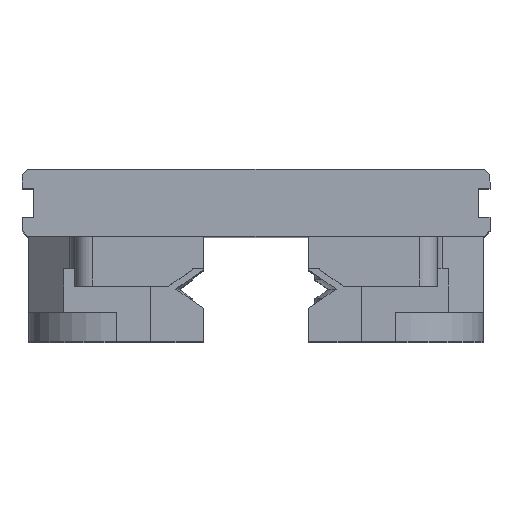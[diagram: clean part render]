
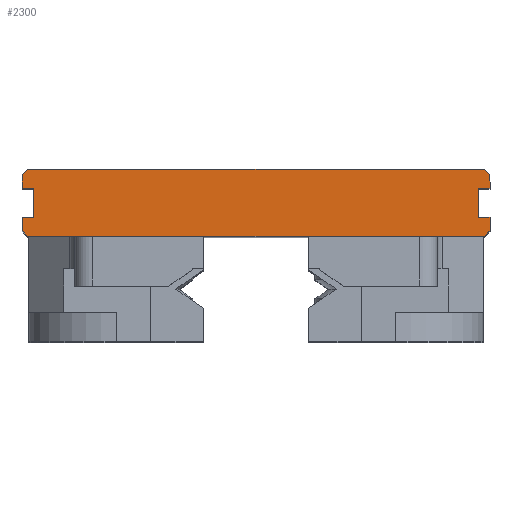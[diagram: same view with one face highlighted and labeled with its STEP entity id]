
A CAD part, top view. The second image highlights one B-rep face of the part: STEP entity #2300.
In plain terms, the highlighted planar face has unit normal (0, 0, 1).
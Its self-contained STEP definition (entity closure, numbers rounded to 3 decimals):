
#71 = VERTEX_POINT ( 'NONE', #7125 ) ;
#476 = EDGE_CURVE ( 'NONE', #10143, #4511, #20026, .T. ) ;
#791 = LINE ( 'NONE', #9649, #11241 ) ;
#828 = DIRECTION ( 'NONE',  ( 0., 0., 1. ) ) ;
#933 = VECTOR ( 'NONE', #3601, 1000. ) ;
#1023 = ORIENTED_EDGE ( 'NONE', *, *, #15389, .T. ) ;
#1028 = ORIENTED_EDGE ( 'NONE', *, *, #15416, .T. ) ;
#1267 = ORIENTED_EDGE ( 'NONE', *, *, #6751, .T. ) ;
#1362 = CARTESIAN_POINT ( 'NONE',  ( 0., 11.5, 135. ) ) ;
#1586 = VECTOR ( 'NONE', #7155, 1000. ) ;
#2066 = VERTEX_POINT ( 'NONE', #10072 ) ;
#2087 = DIRECTION ( 'NONE',  ( 0., -1., 0. ) ) ;
#2201 = VERTEX_POINT ( 'NONE', #5231 ) ;
#2235 = VECTOR ( 'NONE', #2087, 1000. ) ;
#2300 = ADVANCED_FACE ( 'NONE', ( #22303 ), #9337, .T. ) ;
#2522 = EDGE_CURVE ( 'NONE', #71, #7280, #791, .T. ) ;
#2732 = CARTESIAN_POINT ( 'NONE',  ( -40., 10.5, 135. ) ) ;
#3071 = CARTESIAN_POINT ( 'NONE',  ( 0., 8.25, 135. ) ) ;
#3282 = CARTESIAN_POINT ( 'NONE',  ( -39., 11.5, 135. ) ) ;
#3372 = CARTESIAN_POINT ( 'NONE',  ( -40., 0., 135. ) ) ;
#3440 = ORIENTED_EDGE ( 'NONE', *, *, #9448, .T. ) ;
#3556 = DIRECTION ( 'NONE',  ( 0., 1., 0. ) ) ;
#3598 = CARTESIAN_POINT ( 'NONE',  ( 0., 3.25, 135. ) ) ;
#3601 = DIRECTION ( 'NONE',  ( 0.707, 0.707, 0. ) ) ;
#4082 = VERTEX_POINT ( 'NONE', #4764 ) ;
#4360 = CARTESIAN_POINT ( 'NONE',  ( -38., 8.25, 135. ) ) ;
#4511 = VERTEX_POINT ( 'NONE', #8189 ) ;
#4619 = LINE ( 'NONE', #8536, #6815 ) ;
#4708 = LINE ( 'NONE', #10147, #19385 ) ;
#4717 = ORIENTED_EDGE ( 'NONE', *, *, #21305, .T. ) ;
#4764 = CARTESIAN_POINT ( 'NONE',  ( 40., 10.5, 135. ) ) ;
#4874 = CARTESIAN_POINT ( 'NONE',  ( -40., 3.25, 135. ) ) ;
#4907 = CARTESIAN_POINT ( 'NONE',  ( -38., 3.25, 135. ) ) ;
#4966 = CARTESIAN_POINT ( 'NONE',  ( -39., 0., 135. ) ) ;
#5231 = CARTESIAN_POINT ( 'NONE',  ( -39., 11.5, 135. ) ) ;
#5351 = EDGE_CURVE ( 'NONE', #6008, #4082, #16022, .T. ) ;
#5607 = CARTESIAN_POINT ( 'NONE',  ( 38., 0., 135. ) ) ;
#5717 = CARTESIAN_POINT ( 'NONE',  ( 39., 0., 135. ) ) ;
#6008 = VERTEX_POINT ( 'NONE', #10756 ) ;
#6090 = CARTESIAN_POINT ( 'NONE',  ( 39., 11.5, 135. ) ) ;
#6681 = ORIENTED_EDGE ( 'NONE', *, *, #8212, .T. ) ;
#6751 = EDGE_CURVE ( 'NONE', #2201, #16129, #12239, .T. ) ;
#6806 = LINE ( 'NONE', #3372, #22664 ) ;
#6815 = VECTOR ( 'NONE', #21023, 1000. ) ;
#6948 = DIRECTION ( 'NONE',  ( -0.707, -0.707, 0. ) ) ;
#7125 = CARTESIAN_POINT ( 'NONE',  ( -40., 8.25, 135. ) ) ;
#7155 = DIRECTION ( 'NONE',  ( -1., 0., 0. ) ) ;
#7210 = ORIENTED_EDGE ( 'NONE', *, *, #476, .T. ) ;
#7265 = LINE ( 'NONE', #5607, #14149 ) ;
#7280 = VERTEX_POINT ( 'NONE', #4360 ) ;
#7325 = EDGE_CURVE ( 'NONE', #2066, #6008, #8516, .T. ) ;
#7380 = CARTESIAN_POINT ( 'NONE',  ( 39., 0., 135. ) ) ;
#7445 = LINE ( 'NONE', #21934, #20479 ) ;
#7675 = DIRECTION ( 'NONE',  ( 0., -1., 0. ) ) ;
#8189 = CARTESIAN_POINT ( 'NONE',  ( -39., 0., 135. ) ) ;
#8212 = EDGE_CURVE ( 'NONE', #11824, #2201, #8817, .T. ) ;
#8349 = EDGE_CURVE ( 'NONE', #12395, #9845, #19860, .T. ) ;
#8485 = EDGE_CURVE ( 'NONE', #4511, #18784, #10397, .T. ) ;
#8516 = LINE ( 'NONE', #3071, #22278 ) ;
#8536 = CARTESIAN_POINT ( 'NONE',  ( 0., 3.25, 135. ) ) ;
#8817 = LINE ( 'NONE', #1362, #13976 ) ;
#9052 = LINE ( 'NONE', #7380, #933 ) ;
#9337 = PLANE ( 'NONE',  #12375 ) ;
#9448 = EDGE_CURVE ( 'NONE', #9845, #10143, #6806, .T. ) ;
#9528 = DIRECTION ( 'NONE',  ( 1., 0., 0. ) ) ;
#9649 = CARTESIAN_POINT ( 'NONE',  ( 0., 8.25, 135. ) ) ;
#9845 = VERTEX_POINT ( 'NONE', #4874 ) ;
#10072 = CARTESIAN_POINT ( 'NONE',  ( 38., 8.25, 135. ) ) ;
#10143 = VERTEX_POINT ( 'NONE', #13915 ) ;
#10147 = CARTESIAN_POINT ( 'NONE',  ( 40., 10.5, 135. ) ) ;
#10269 = DIRECTION ( 'NONE',  ( 1., 0., 0. ) ) ;
#10397 = LINE ( 'NONE', #4966, #16645 ) ;
#10480 = VECTOR ( 'NONE', #16137, 1000. ) ;
#10529 = CARTESIAN_POINT ( 'NONE',  ( 40., 3.25, 135. ) ) ;
#10756 = CARTESIAN_POINT ( 'NONE',  ( 40., 8.25, 135. ) ) ;
#11069 = CARTESIAN_POINT ( 'NONE',  ( -40., 1., 135. ) ) ;
#11241 = VECTOR ( 'NONE', #9528, 1000. ) ;
#11442 = CARTESIAN_POINT ( 'NONE',  ( 0., 0., 135. ) ) ;
#11824 = VERTEX_POINT ( 'NONE', #6090 ) ;
#12061 = ORIENTED_EDGE ( 'NONE', *, *, #8485, .T. ) ;
#12239 = LINE ( 'NONE', #3282, #20986 ) ;
#12332 = DIRECTION ( 'NONE',  ( 0., -1., 0. ) ) ;
#12375 = AXIS2_PLACEMENT_3D ( 'NONE', #11442, #828, #22191 ) ;
#12395 = VERTEX_POINT ( 'NONE', #4907 ) ;
#12723 = ORIENTED_EDGE ( 'NONE', *, *, #14236, .T. ) ;
#12956 = ORIENTED_EDGE ( 'NONE', *, *, #17803, .T. ) ;
#13499 = DIRECTION ( 'NONE',  ( 1., 0., 0. ) ) ;
#13623 = VERTEX_POINT ( 'NONE', #16862 ) ;
#13915 = CARTESIAN_POINT ( 'NONE',  ( -40., 1., 135. ) ) ;
#13976 = VECTOR ( 'NONE', #15760, 1000. ) ;
#14149 = VECTOR ( 'NONE', #18116, 1000. ) ;
#14236 = EDGE_CURVE ( 'NONE', #7280, #12395, #21795, .T. ) ;
#14600 = CARTESIAN_POINT ( 'NONE',  ( -38., 0., 135. ) ) ;
#14687 = EDGE_CURVE ( 'NONE', #20122, #13623, #4619, .T. ) ;
#15389 = EDGE_CURVE ( 'NONE', #18784, #23055, #9052, .T. ) ;
#15416 = EDGE_CURVE ( 'NONE', #13623, #2066, #7265, .T. ) ;
#15760 = DIRECTION ( 'NONE',  ( -1., 0., 0. ) ) ;
#16022 = LINE ( 'NONE', #19560, #10480 ) ;
#16129 = VERTEX_POINT ( 'NONE', #2732 ) ;
#16137 = DIRECTION ( 'NONE',  ( 0., 1., 0. ) ) ;
#16285 = LINE ( 'NONE', #23143, #18980 ) ;
#16645 = VECTOR ( 'NONE', #13499, 1000. ) ;
#16862 = CARTESIAN_POINT ( 'NONE',  ( 38., 3.25, 135. ) ) ;
#17101 = DIRECTION ( 'NONE',  ( -0.707, 0.707, 0. ) ) ;
#17803 = EDGE_CURVE ( 'NONE', #4082, #11824, #4708, .T. ) ;
#18092 = ORIENTED_EDGE ( 'NONE', *, *, #7325, .T. ) ;
#18116 = DIRECTION ( 'NONE',  ( 0., 1., 0. ) ) ;
#18276 = DIRECTION ( 'NONE',  ( 0.707, -0.707, 0. ) ) ;
#18784 = VERTEX_POINT ( 'NONE', #5717 ) ;
#18967 = ORIENTED_EDGE ( 'NONE', *, *, #21195, .T. ) ;
#18980 = VECTOR ( 'NONE', #3556, 1000. ) ;
#19385 = VECTOR ( 'NONE', #17101, 1000. ) ;
#19560 = CARTESIAN_POINT ( 'NONE',  ( 40., 0., 135. ) ) ;
#19596 = CARTESIAN_POINT ( 'NONE',  ( 40., 1., 135. ) ) ;
#19860 = LINE ( 'NONE', #3598, #1586 ) ;
#20026 = LINE ( 'NONE', #11069, #20185 ) ;
#20087 = ORIENTED_EDGE ( 'NONE', *, *, #8349, .T. ) ;
#20122 = VERTEX_POINT ( 'NONE', #10529 ) ;
#20185 = VECTOR ( 'NONE', #18276, 1000. ) ;
#20382 = ORIENTED_EDGE ( 'NONE', *, *, #2522, .T. ) ;
#20401 = ORIENTED_EDGE ( 'NONE', *, *, #5351, .T. ) ;
#20454 = ORIENTED_EDGE ( 'NONE', *, *, #14687, .T. ) ;
#20479 = VECTOR ( 'NONE', #7675, 1000. ) ;
#20759 = EDGE_LOOP ( 'NONE', ( #12956, #6681, #1267, #4717, #20382, #12723, #20087, #3440, #7210, #12061, #1023, #18967, #20454, #1028, #18092, #20401 ) ) ;
#20986 = VECTOR ( 'NONE', #6948, 1000. ) ;
#21023 = DIRECTION ( 'NONE',  ( -1., 0., 0. ) ) ;
#21195 = EDGE_CURVE ( 'NONE', #23055, #20122, #16285, .T. ) ;
#21305 = EDGE_CURVE ( 'NONE', #16129, #71, #7445, .T. ) ;
#21795 = LINE ( 'NONE', #14600, #2235 ) ;
#21934 = CARTESIAN_POINT ( 'NONE',  ( -40., 0., 135. ) ) ;
#22191 = DIRECTION ( 'NONE',  ( 1., 0., 0. ) ) ;
#22278 = VECTOR ( 'NONE', #10269, 1000. ) ;
#22303 = FACE_OUTER_BOUND ( 'NONE', #20759, .T. ) ;
#22664 = VECTOR ( 'NONE', #12332, 1000. ) ;
#23055 = VERTEX_POINT ( 'NONE', #19596 ) ;
#23143 = CARTESIAN_POINT ( 'NONE',  ( 40., 0., 135. ) ) ;
